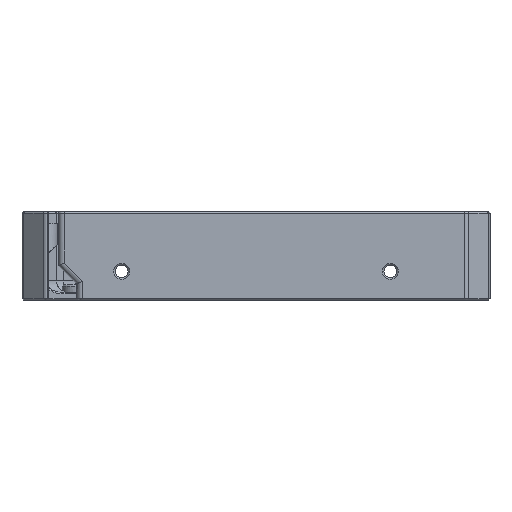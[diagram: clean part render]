
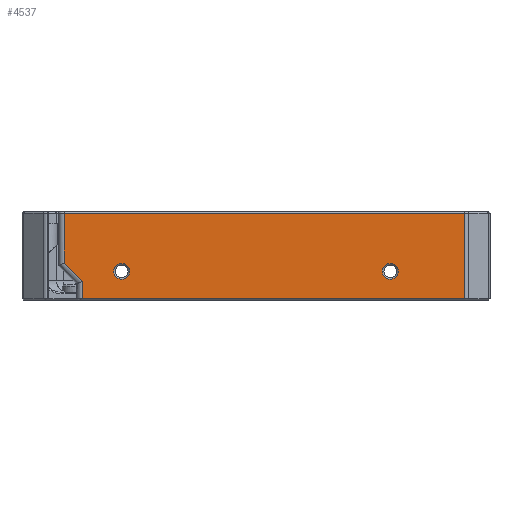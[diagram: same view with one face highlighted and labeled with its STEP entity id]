
A CAD part, front view. The second image highlights one B-rep face of the part: STEP entity #4537.
In plain terms, the highlighted planar face has unit normal (0, -1, 0).
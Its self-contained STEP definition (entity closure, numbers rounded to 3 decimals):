
#240=FACE_BOUND('',#698,.T.);
#241=FACE_BOUND('',#699,.T.);
#265=PLANE('',#4900);
#404=FACE_OUTER_BOUND('',#697,.T.);
#697=EDGE_LOOP('',(#3272,#3273,#3274,#3275,#3276,#3277));
#698=EDGE_LOOP('',(#3278));
#699=EDGE_LOOP('',(#3279));
#1017=LINE('',#7105,#1418);
#1021=LINE('',#7118,#1422);
#1023=LINE('',#7124,#1424);
#1024=LINE('',#7126,#1425);
#1025=LINE('',#7128,#1426);
#1026=LINE('',#7129,#1427);
#1418=VECTOR('',#5604,10.);
#1422=VECTOR('',#5620,10.);
#1424=VECTOR('',#5626,10.);
#1425=VECTOR('',#5627,10.);
#1426=VECTOR('',#5628,10.);
#1427=VECTOR('',#5629,10.);
#1807=CIRCLE('',#4901,2.05);
#1808=CIRCLE('',#4902,2.05);
#2055=VERTEX_POINT('',#7097);
#2057=VERTEX_POINT('',#7103);
#2060=VERTEX_POINT('',#7117);
#2062=VERTEX_POINT('',#7123);
#2063=VERTEX_POINT('',#7125);
#2064=VERTEX_POINT('',#7127);
#2065=VERTEX_POINT('',#7130);
#2066=VERTEX_POINT('',#7132);
#2501=EDGE_CURVE('',#2057,#2055,#1017,.T.);
#2508=EDGE_CURVE('',#2055,#2060,#1021,.T.);
#2511=EDGE_CURVE('',#2062,#2057,#1023,.T.);
#2512=EDGE_CURVE('',#2063,#2062,#1024,.T.);
#2513=EDGE_CURVE('',#2064,#2063,#1025,.T.);
#2514=EDGE_CURVE('',#2060,#2064,#1026,.T.);
#2515=EDGE_CURVE('',#2065,#2065,#1807,.T.);
#2516=EDGE_CURVE('',#2066,#2066,#1808,.T.);
#3272=ORIENTED_EDGE('',*,*,#2501,.F.);
#3273=ORIENTED_EDGE('',*,*,#2511,.F.);
#3274=ORIENTED_EDGE('',*,*,#2512,.F.);
#3275=ORIENTED_EDGE('',*,*,#2513,.F.);
#3276=ORIENTED_EDGE('',*,*,#2514,.F.);
#3277=ORIENTED_EDGE('',*,*,#2508,.F.);
#3278=ORIENTED_EDGE('',*,*,#2515,.F.);
#3279=ORIENTED_EDGE('',*,*,#2516,.F.);
#4537=ADVANCED_FACE('',(#404,#240,#241),#265,.T.);
#4900=AXIS2_PLACEMENT_3D('',#7122,#5624,#5625);
#4901=AXIS2_PLACEMENT_3D('',#7131,#5630,#5631);
#4902=AXIS2_PLACEMENT_3D('',#7133,#5632,#5633);
#5604=DIRECTION('',(1.,0.,0.));
#5620=DIRECTION('',(0.,0.,-1.));
#5624=DIRECTION('center_axis',(0.,-1.,0.));
#5625=DIRECTION('ref_axis',(-1.,0.,0.));
#5626=DIRECTION('',(0.,0.,1.));
#5627=DIRECTION('',(-0.707,0.,0.707));
#5628=DIRECTION('',(0.,0.,1.));
#5629=DIRECTION('',(-1.,0.,0.));
#5630=DIRECTION('center_axis',(0.,-1.,0.));
#5631=DIRECTION('ref_axis',(1.,0.,0.));
#5632=DIRECTION('center_axis',(0.,-1.,0.));
#5633=DIRECTION('ref_axis',(1.,0.,0.));
#7097=CARTESIAN_POINT('',(54.379,-11.,20.6));
#7103=CARTESIAN_POINT('',(-50.,-11.,20.6));
#7105=CARTESIAN_POINT('',(31.063,-11.,20.6));
#7117=CARTESIAN_POINT('',(54.379,-11.,-1.6));
#7118=CARTESIAN_POINT('',(54.379,-11.,0.));
#7122=CARTESIAN_POINT('Origin',(55.,-11.,0.));
#7123=CARTESIAN_POINT('',(-50.,-11.,7.621));
#7124=CARTESIAN_POINT('',(-50.,-11.,10.5));
#7125=CARTESIAN_POINT('',(-45.25,-11.,2.871));
#7126=CARTESIAN_POINT('',(-20.877,-11.,-21.502));
#7127=CARTESIAN_POINT('',(-45.25,-11.,-1.6));
#7128=CARTESIAN_POINT('',(-45.25,-11.,0.));
#7129=CARTESIAN_POINT('',(27.5,-11.,-1.6));
#7130=CARTESIAN_POINT('',(32.95,-11.,5.5));
#7131=CARTESIAN_POINT('Origin',(35.,-11.,5.5));
#7132=CARTESIAN_POINT('',(-37.05,-11.,5.5));
#7133=CARTESIAN_POINT('Origin',(-35.,-11.,5.5));
